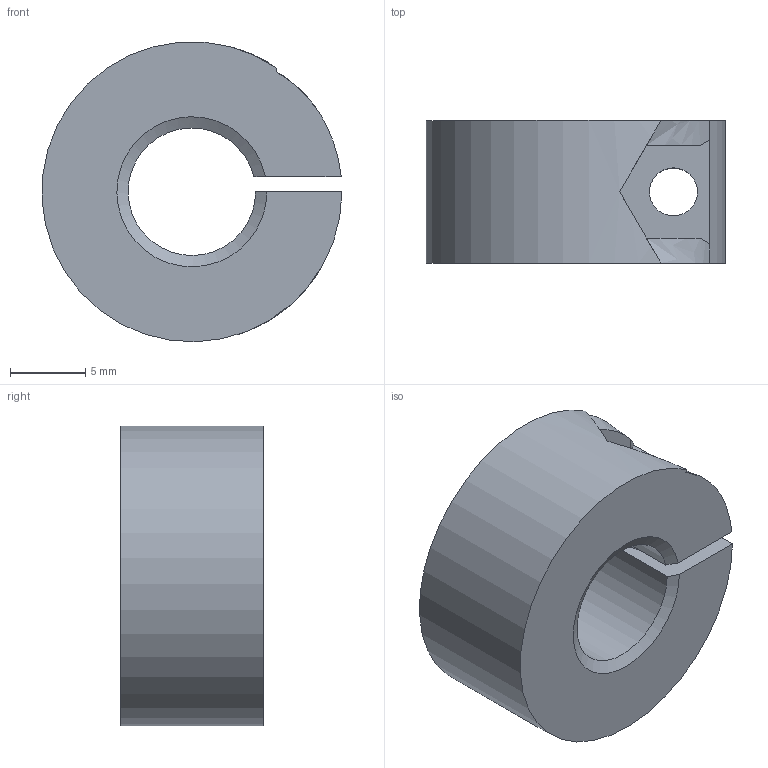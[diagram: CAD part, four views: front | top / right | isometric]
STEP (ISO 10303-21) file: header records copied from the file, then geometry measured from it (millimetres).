
FILE_DESCRIPTION(/* description */ (''),/* implementation_level */ '2;1');
FILE_NAME(/* name */ 'clamping rings MK2 V1.step.step',/* time_stamp */ '2024-09-29T21:35:00+02:00',/* author */ (''),/* organization */ (''),/* preprocessor_version */ 'ST-DEVELOPER v20',/* originating_system */ 'Autodesk Translation Framework v13.20.0.188',/* authorisation */ '');
FILE_SCHEMA (('AUTOMOTIVE_DESIGN { 1 0 10303 214 3 1 1 }'));
Length unit declared in the file: millimetre
Products named in the file (1): Klemmring V1 (für MK2)
Bounding box: 19.98 x 9.5 x 19.96 mm (x, y, z)
Volume: 2132.6 mm3; surface area: 1559.9 mm2
Topology: 1 solids, 1 shells, 22 faces, 55 edges, 36 vertices
Faces by surface type: plane 12, cylinder 6, bspline 2, cone 2
Full cylindrical faces by diameter (mm): 3.2 x2
Entity records: 784 total; most frequent: CARTESIAN_POINT 218, ORIENTED_EDGE 110, DIRECTION 103, EDGE_CURVE 55, VERTEX_POINT 36, AXIS2_PLACEMENT_3D 36, LINE 31, VECTOR 31
